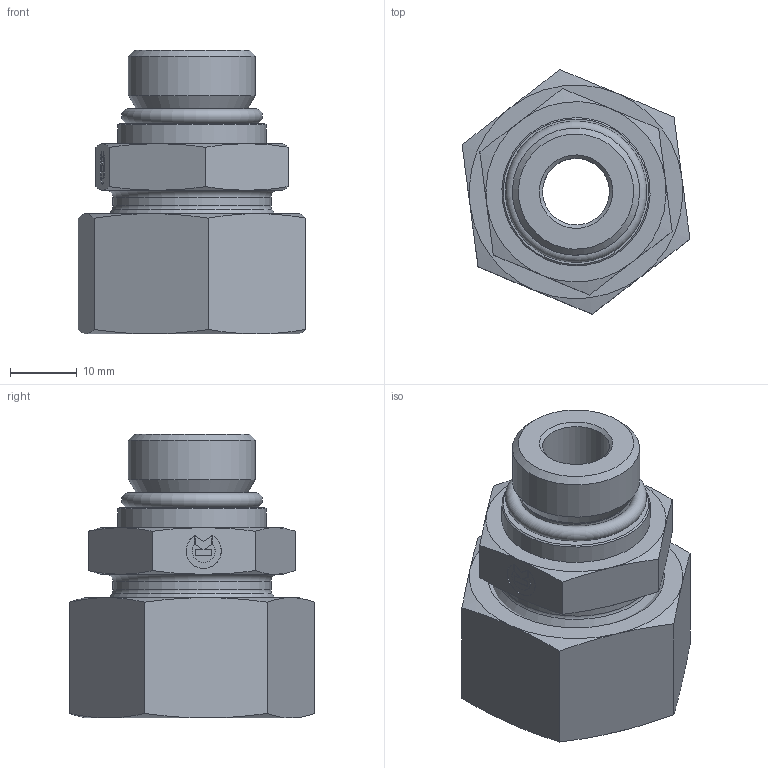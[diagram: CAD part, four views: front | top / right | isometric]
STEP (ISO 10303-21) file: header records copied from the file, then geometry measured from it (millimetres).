
FILE_DESCRIPTION((''),'2;1');
FILE_NAME('18118030426.stp','2014-09-18T11:43:46',(''),('KNOMI spol. s r. o.'),'Autodesk Inventor 2012','Autodesk Inventor 2012','');
FILE_SCHEMA(('AUTOMOTIVE_DESIGN { 1 2 10303 214 0 1 1 1 }'));
Length unit declared in the file: millimetre
Products named in the file (6): PHK-UNF 18L   3/4- 16/M26; 3911826; 40118; PHFUNF; 17318030426; 606163622090
Assembly tree (5 placements, depth 3):
  PHK-UNF 18L   3/4- 16/M26
    3911826
    40118
    PHFUNF
      17318030426
      606163622090
Bounding box: 34.13 x 36.64 x 42.5 mm (x, y, z)
Volume: 20092.9 mm3; surface area: 10871 mm2
Topology: 4 solids, 4 shells, 113 faces, 257 edges, 158 vertices
Faces by surface type: plane 52, cone 39, cylinder 16, torus 6
Full cylindrical faces by diameter (mm): 10 x1, 16.76 x1, 18 x3, 19.05 x1, 20.3 x1, 22.2 x1, 23 x1, 23.7 x1, 24.376 x1, 26 x1
Entity records: 3157 total; most frequent: CARTESIAN_POINT 585, DIRECTION 490, ORIENTED_EDGE 432, EDGE_CURVE 216, AXIS2_PLACEMENT_3D 198, EDGE_LOOP 159, VERTEX_POINT 149, STYLED_ITEM 117
